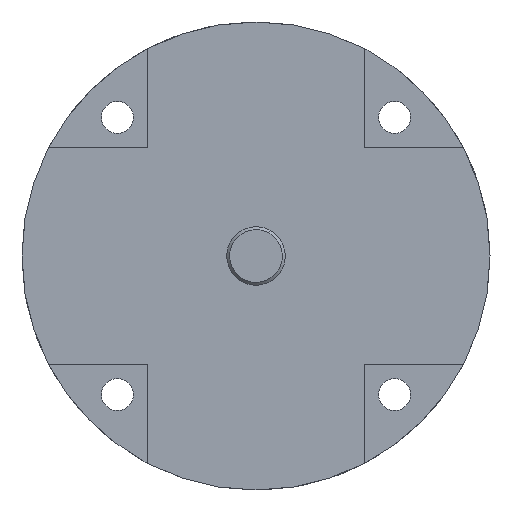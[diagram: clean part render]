
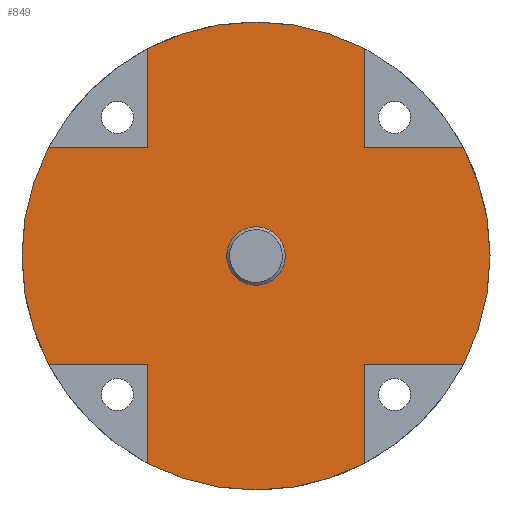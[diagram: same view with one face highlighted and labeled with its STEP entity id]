
A CAD part, top view. The second image highlights one B-rep face of the part: STEP entity #849.
In plain terms, the highlighted planar face has unit normal (0, 0, 1).
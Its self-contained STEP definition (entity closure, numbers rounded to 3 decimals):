
#420=CARTESIAN_POINT('Vertex',(-35.465,-18.5,3.)) ;
#423=CARTESIAN_POINT('Axis2P3D Location',(0.,0.,3.)) ;
#427=CARTESIAN_POINT('Vertex',(-40.,0.,3.)) ;
#430=CARTESIAN_POINT('Axis2P3D Location',(0.,0.,3.)) ;
#434=CARTESIAN_POINT('Vertex',(-35.465,18.5,3.)) ;
#455=CARTESIAN_POINT('Vertex',(-18.5,35.465,3.)) ;
#458=CARTESIAN_POINT('Axis2P3D Location',(0.,0.,3.)) ;
#462=CARTESIAN_POINT('Vertex',(0.,40.,3.)) ;
#465=CARTESIAN_POINT('Axis2P3D Location',(0.,0.,3.)) ;
#469=CARTESIAN_POINT('Vertex',(18.5,35.465,3.)) ;
#505=CARTESIAN_POINT('Vertex',(35.465,18.5,3.)) ;
#508=CARTESIAN_POINT('Axis2P3D Location',(0.,0.,3.)) ;
#512=CARTESIAN_POINT('Vertex',(40.,0.,3.)) ;
#515=CARTESIAN_POINT('Axis2P3D Location',(0.,0.,3.)) ;
#519=CARTESIAN_POINT('Vertex',(35.465,-18.5,3.)) ;
#540=CARTESIAN_POINT('Vertex',(18.5,-35.465,3.)) ;
#543=CARTESIAN_POINT('Axis2P3D Location',(0.,0.,3.)) ;
#547=CARTESIAN_POINT('Vertex',(0.,-40.,3.)) ;
#550=CARTESIAN_POINT('Axis2P3D Location',(0.,0.,3.)) ;
#554=CARTESIAN_POINT('Vertex',(-18.5,-35.465,3.)) ;
#717=CARTESIAN_POINT('Vertex',(-18.5,-18.5,3.)) ;
#720=CARTESIAN_POINT('Line Origine',(-26.982,-18.5,3.)) ;
#737=CARTESIAN_POINT('Line Origine',(-18.5,-26.982,3.)) ;
#772=CARTESIAN_POINT('Axis2P3D Location',(0.,0.,3.)) ;
#777=CARTESIAN_POINT('Line Origine',(18.5,-26.982,3.)) ;
#781=CARTESIAN_POINT('Vertex',(18.5,-18.5,3.)) ;
#784=CARTESIAN_POINT('Line Origine',(26.982,-18.5,3.)) ;
#789=CARTESIAN_POINT('Line Origine',(26.982,18.5,3.)) ;
#793=CARTESIAN_POINT('Vertex',(18.5,18.5,3.)) ;
#796=CARTESIAN_POINT('Line Origine',(18.5,26.982,3.)) ;
#801=CARTESIAN_POINT('Line Origine',(-18.5,26.982,3.)) ;
#805=CARTESIAN_POINT('Vertex',(-18.5,18.5,3.)) ;
#808=CARTESIAN_POINT('Line Origine',(-26.982,18.5,3.)) ;
#831=CARTESIAN_POINT('Axis2P3D Location',(0.,0.,3.)) ;
#835=CARTESIAN_POINT('Vertex',(2.397,4.388,3.)) ;
#837=CARTESIAN_POINT('Vertex',(-2.397,-4.388,3.)) ;
#840=CARTESIAN_POINT('Axis2P3D Location',(0.,0.,3.)) ;
#424=DIRECTION('Axis2P3D Direction',(0.,0.,-1.)) ;
#431=DIRECTION('Axis2P3D Direction',(0.,0.,-1.)) ;
#459=DIRECTION('Axis2P3D Direction',(0.,0.,-1.)) ;
#466=DIRECTION('Axis2P3D Direction',(0.,0.,-1.)) ;
#509=DIRECTION('Axis2P3D Direction',(0.,0.,-1.)) ;
#516=DIRECTION('Axis2P3D Direction',(0.,0.,-1.)) ;
#544=DIRECTION('Axis2P3D Direction',(0.,0.,-1.)) ;
#551=DIRECTION('Axis2P3D Direction',(0.,0.,-1.)) ;
#721=DIRECTION('Vector Direction',(-1.,0.,0.)) ;
#738=DIRECTION('Vector Direction',(0.,-1.,0.)) ;
#773=DIRECTION('Axis2P3D Direction',(0.,0.,1.)) ;
#774=DIRECTION('Axis2P3D XDirection',(1.,0.,0.)) ;
#778=DIRECTION('Vector Direction',(0.,1.,0.)) ;
#785=DIRECTION('Vector Direction',(-1.,0.,0.)) ;
#790=DIRECTION('Vector Direction',(1.,0.,0.)) ;
#797=DIRECTION('Vector Direction',(0.,1.,0.)) ;
#802=DIRECTION('Vector Direction',(0.,-1.,0.)) ;
#809=DIRECTION('Vector Direction',(1.,0.,0.)) ;
#832=DIRECTION('Axis2P3D Direction',(0.,0.,1.)) ;
#841=DIRECTION('Axis2P3D Direction',(0.,0.,1.)) ;
#425=AXIS2_PLACEMENT_3D('Circle Axis2P3D',#423,#424,$) ;
#432=AXIS2_PLACEMENT_3D('Circle Axis2P3D',#430,#431,$) ;
#460=AXIS2_PLACEMENT_3D('Circle Axis2P3D',#458,#459,$) ;
#467=AXIS2_PLACEMENT_3D('Circle Axis2P3D',#465,#466,$) ;
#510=AXIS2_PLACEMENT_3D('Circle Axis2P3D',#508,#509,$) ;
#517=AXIS2_PLACEMENT_3D('Circle Axis2P3D',#515,#516,$) ;
#545=AXIS2_PLACEMENT_3D('Circle Axis2P3D',#543,#544,$) ;
#552=AXIS2_PLACEMENT_3D('Circle Axis2P3D',#550,#551,$) ;
#775=AXIS2_PLACEMENT_3D('Plane Axis2P3D',#772,#773,#774) ;
#833=AXIS2_PLACEMENT_3D('Circle Axis2P3D',#831,#832,$) ;
#842=AXIS2_PLACEMENT_3D('Circle Axis2P3D',#840,#841,$) ;
#814=ORIENTED_EDGE('',*,*,#724,.T.) ;
#815=ORIENTED_EDGE('',*,*,#741,.T.) ;
#816=ORIENTED_EDGE('',*,*,#556,.T.) ;
#817=ORIENTED_EDGE('',*,*,#549,.T.) ;
#818=ORIENTED_EDGE('',*,*,#783,.T.) ;
#819=ORIENTED_EDGE('',*,*,#788,.T.) ;
#820=ORIENTED_EDGE('',*,*,#521,.T.) ;
#821=ORIENTED_EDGE('',*,*,#514,.T.) ;
#822=ORIENTED_EDGE('',*,*,#795,.T.) ;
#823=ORIENTED_EDGE('',*,*,#800,.T.) ;
#824=ORIENTED_EDGE('',*,*,#471,.T.) ;
#825=ORIENTED_EDGE('',*,*,#464,.T.) ;
#826=ORIENTED_EDGE('',*,*,#807,.T.) ;
#827=ORIENTED_EDGE('',*,*,#812,.T.) ;
#828=ORIENTED_EDGE('',*,*,#436,.T.) ;
#829=ORIENTED_EDGE('',*,*,#429,.T.) ;
#846=ORIENTED_EDGE('',*,*,#839,.F.) ;
#847=ORIENTED_EDGE('',*,*,#844,.F.) ;
#848=FACE_BOUND('',#845,.T.) ;
#722=VECTOR('Line Direction',#721,1.) ;
#739=VECTOR('Line Direction',#738,1.) ;
#779=VECTOR('Line Direction',#778,1.) ;
#786=VECTOR('Line Direction',#785,1.) ;
#791=VECTOR('Line Direction',#790,1.) ;
#798=VECTOR('Line Direction',#797,1.) ;
#803=VECTOR('Line Direction',#802,1.) ;
#810=VECTOR('Line Direction',#809,1.) ;
#849=ADVANCED_FACE('Corps principal',(#830,#848),#776,.T.) ;
#426=CIRCLE('generated circle',#425,40.) ;
#433=CIRCLE('generated circle',#432,40.) ;
#461=CIRCLE('generated circle',#460,40.) ;
#468=CIRCLE('generated circle',#467,40.) ;
#511=CIRCLE('generated circle',#510,40.) ;
#518=CIRCLE('generated circle',#517,40.) ;
#546=CIRCLE('generated circle',#545,40.) ;
#553=CIRCLE('generated circle',#552,40.) ;
#834=CIRCLE('generated circle',#833,5.) ;
#843=CIRCLE('generated circle',#842,5.) ;
#429=EDGE_CURVE('',#428,#421,#426,.F.) ;
#436=EDGE_CURVE('',#435,#428,#433,.F.) ;
#464=EDGE_CURVE('',#463,#456,#461,.F.) ;
#471=EDGE_CURVE('',#470,#463,#468,.F.) ;
#514=EDGE_CURVE('',#513,#506,#511,.F.) ;
#521=EDGE_CURVE('',#520,#513,#518,.F.) ;
#549=EDGE_CURVE('',#548,#541,#546,.F.) ;
#556=EDGE_CURVE('',#555,#548,#553,.F.) ;
#724=EDGE_CURVE('',#421,#718,#723,.F.) ;
#741=EDGE_CURVE('',#718,#555,#740,.T.) ;
#783=EDGE_CURVE('',#541,#782,#780,.T.) ;
#788=EDGE_CURVE('',#782,#520,#787,.F.) ;
#795=EDGE_CURVE('',#506,#794,#792,.F.) ;
#800=EDGE_CURVE('',#794,#470,#799,.T.) ;
#807=EDGE_CURVE('',#456,#806,#804,.T.) ;
#812=EDGE_CURVE('',#806,#435,#811,.F.) ;
#839=EDGE_CURVE('',#836,#838,#834,.T.) ;
#844=EDGE_CURVE('',#838,#836,#843,.T.) ;
#813=EDGE_LOOP('',(#814,#815,#816,#817,#818,#819,#820,#821,#822,#823,#824,#825,#826,#827,#828,#829)) ;
#845=EDGE_LOOP('',(#846,#847)) ;
#830=FACE_OUTER_BOUND('',#813,.T.) ;
#723=LINE('Line',#720,#722) ;
#740=LINE('Line',#737,#739) ;
#780=LINE('Line',#777,#779) ;
#787=LINE('Line',#784,#786) ;
#792=LINE('Line',#789,#791) ;
#799=LINE('Line',#796,#798) ;
#804=LINE('Line',#801,#803) ;
#811=LINE('Line',#808,#810) ;
#776=PLANE('Plane',#775) ;
#421=VERTEX_POINT('',#420) ;
#428=VERTEX_POINT('',#427) ;
#435=VERTEX_POINT('',#434) ;
#456=VERTEX_POINT('',#455) ;
#463=VERTEX_POINT('',#462) ;
#470=VERTEX_POINT('',#469) ;
#506=VERTEX_POINT('',#505) ;
#513=VERTEX_POINT('',#512) ;
#520=VERTEX_POINT('',#519) ;
#541=VERTEX_POINT('',#540) ;
#548=VERTEX_POINT('',#547) ;
#555=VERTEX_POINT('',#554) ;
#718=VERTEX_POINT('',#717) ;
#782=VERTEX_POINT('',#781) ;
#794=VERTEX_POINT('',#793) ;
#806=VERTEX_POINT('',#805) ;
#836=VERTEX_POINT('',#835) ;
#838=VERTEX_POINT('',#837) ;
